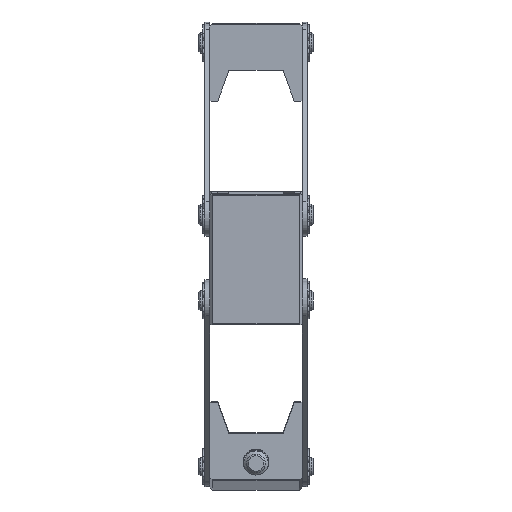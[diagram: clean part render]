
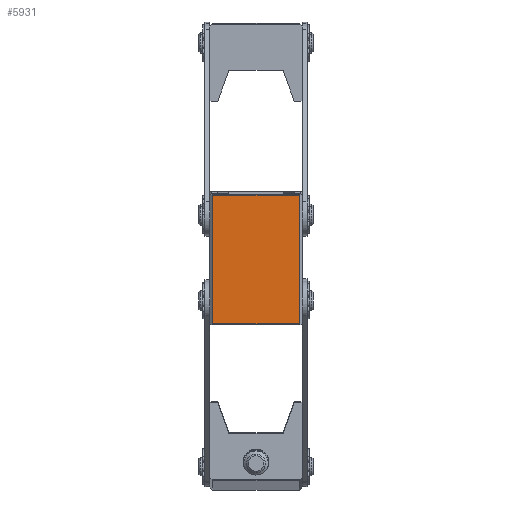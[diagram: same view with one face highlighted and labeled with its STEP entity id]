
A CAD part, front view. The second image highlights one B-rep face of the part: STEP entity #5931.
In plain terms, the highlighted face is planar.
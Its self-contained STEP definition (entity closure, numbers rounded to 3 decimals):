
#802=LINE('',#10223,#1302);
#818=LINE('',#10264,#1318);
#819=LINE('',#10266,#1319);
#820=LINE('',#10267,#1320);
#1302=VECTOR('',#8423,1000.);
#1318=VECTOR('',#8461,1000.);
#1319=VECTOR('',#8464,1000.);
#1320=VECTOR('',#8465,1000.);
#2811=ORIENTED_EDGE('',*,*,#3643,.F.);
#2812=ORIENTED_EDGE('',*,*,#3642,.T.);
#2813=ORIENTED_EDGE('',*,*,#3644,.F.);
#2814=ORIENTED_EDGE('',*,*,#3621,.F.);
#3621=EDGE_CURVE('',#4176,#4178,#802,.T.);
#3642=EDGE_CURVE('',#4190,#4191,#818,.T.);
#3643=EDGE_CURVE('',#4190,#4176,#819,.T.);
#3644=EDGE_CURVE('',#4178,#4191,#820,.T.);
#4176=VERTEX_POINT('',#10221);
#4178=VERTEX_POINT('',#10224);
#4190=VERTEX_POINT('',#10261);
#4191=VERTEX_POINT('',#10263);
#4885=EDGE_LOOP('',(#2811,#2812,#2813,#2814));
#5333=FACE_BOUND('',#4885,.T.);
#5605=PLANE('',#6704);
#5931=ADVANCED_FACE('',(#5333),#5605,.T.);
#6704=AXIS2_PLACEMENT_3D('',#10265,#8462,#8463);
#8423=DIRECTION('',(0.,0.,1.));
#8461=DIRECTION('',(0.,0.,1.));
#8462=DIRECTION('',(0.,1.,0.));
#8463=DIRECTION('',(0.,0.,1.));
#8464=DIRECTION('',(1.,0.,0.));
#8465=DIRECTION('',(-1.,0.,0.));
#10221=CARTESIAN_POINT('',(14.,25.,-20.8));
#10223=CARTESIAN_POINT('',(14.,25.,-20.8));
#10224=CARTESIAN_POINT('',(14.,25.,20.8));
#10261=CARTESIAN_POINT('',(-14.,25.,-20.8));
#10263=CARTESIAN_POINT('',(-14.,25.,20.8));
#10264=CARTESIAN_POINT('',(-14.,25.,-20.8));
#10265=CARTESIAN_POINT('',(-14.,25.,0.));
#10266=CARTESIAN_POINT('',(-14.,25.,-20.8));
#10267=CARTESIAN_POINT('',(14.,25.,20.8));
